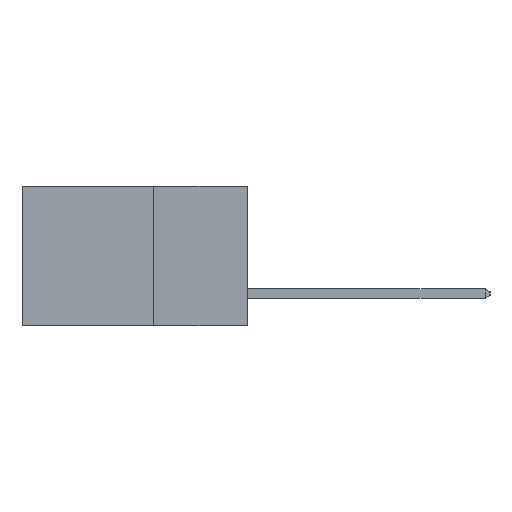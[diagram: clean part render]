
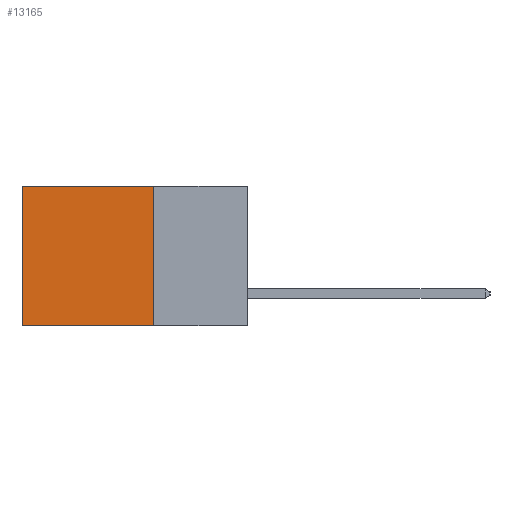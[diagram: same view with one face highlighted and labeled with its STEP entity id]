
A CAD part, left-side view. The second image highlights one B-rep face of the part: STEP entity #13165.
In plain terms, the highlighted planar face has unit normal (-1, 0, 0).
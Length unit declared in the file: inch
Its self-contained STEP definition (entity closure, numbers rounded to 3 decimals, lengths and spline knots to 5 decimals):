
#186 = CARTESIAN_POINT ( 'NONE',  ( 0.2615, 0.6, -0.37 ) ) ;
#614 = CARTESIAN_POINT ( 'NONE',  ( 0.2615, 0.25, -0.37 ) ) ;
#1347 = FACE_OUTER_BOUND ( 'NONE', #15416, .T. ) ;
#1628 = CARTESIAN_POINT ( 'NONE',  ( 0.2615, 0.25, -0.37 ) ) ;
#2168 = DIRECTION ( 'NONE',  ( 1., 0., 0. ) ) ;
#2298 = EDGE_CURVE ( 'NONE', #9663, #14285, #19270, .T. ) ;
#2506 = VECTOR ( 'NONE', #18504, 39.37008 ) ;
#3234 = DIRECTION ( 'NONE',  ( 0., 0., -1. ) ) ;
#3324 = ORIENTED_EDGE ( 'NONE', *, *, #2298, .T. ) ;
#4320 = ORIENTED_EDGE ( 'NONE', *, *, #12941, .F. ) ;
#5850 = AXIS2_PLACEMENT_3D ( 'NONE', #614, #2168, #13349 ) ;
#6083 = ORIENTED_EDGE ( 'NONE', *, *, #11298, .F. ) ;
#6436 = CARTESIAN_POINT ( 'NONE',  ( 0.2615, 0.6, 0. ) ) ;
#7119 = ORIENTED_EDGE ( 'NONE', *, *, #16802, .T. ) ;
#7194 = LINE ( 'NONE', #10573, #15116 ) ;
#8860 = VERTEX_POINT ( 'NONE', #14940 ) ;
#9663 = VERTEX_POINT ( 'NONE', #6436 ) ;
#10573 = CARTESIAN_POINT ( 'NONE',  ( 0.2615, 0.25, -0.37 ) ) ;
#10968 = DIRECTION ( 'NONE',  ( 0., 1., 0. ) ) ;
#11218 = CARTESIAN_POINT ( 'NONE',  ( 0.2615, 0.25, -0.37 ) ) ;
#11298 = EDGE_CURVE ( 'NONE', #16133, #14285, #7194, .T. ) ;
#12168 = DIRECTION ( 'NONE',  ( 0., 1., 0. ) ) ;
#12941 = EDGE_CURVE ( 'NONE', #8860, #16133, #13317, .T. ) ;
#13165 = ADVANCED_FACE ( 'NONE', ( #1347 ), #14878, .F. ) ;
#13317 = LINE ( 'NONE', #11218, #18411 ) ;
#13349 = DIRECTION ( 'NONE',  ( 0., 0., -1. ) ) ;
#14285 = VERTEX_POINT ( 'NONE', #186 ) ;
#14753 = LINE ( 'NONE', #18713, #18343 ) ;
#14878 = PLANE ( 'NONE',  #5850 ) ;
#14940 = CARTESIAN_POINT ( 'NONE',  ( 0.2615, 0.25, 0. ) ) ;
#15116 = VECTOR ( 'NONE', #12168, 39.37008 ) ;
#15416 = EDGE_LOOP ( 'NONE', ( #3324, #6083, #4320, #7119 ) ) ;
#16133 = VERTEX_POINT ( 'NONE', #1628 ) ;
#16802 = EDGE_CURVE ( 'NONE', #8860, #9663, #14753, .T. ) ;
#18343 = VECTOR ( 'NONE', #10968, 39.37008 ) ;
#18411 = VECTOR ( 'NONE', #3234, 39.37008 ) ;
#18504 = DIRECTION ( 'NONE',  ( 0., 0., -1. ) ) ;
#18513 = CARTESIAN_POINT ( 'NONE',  ( 0.2615, 0.6, -0.37 ) ) ;
#18713 = CARTESIAN_POINT ( 'NONE',  ( 0.2615, 0.25, 0. ) ) ;
#19270 = LINE ( 'NONE', #18513, #2506 ) ;
